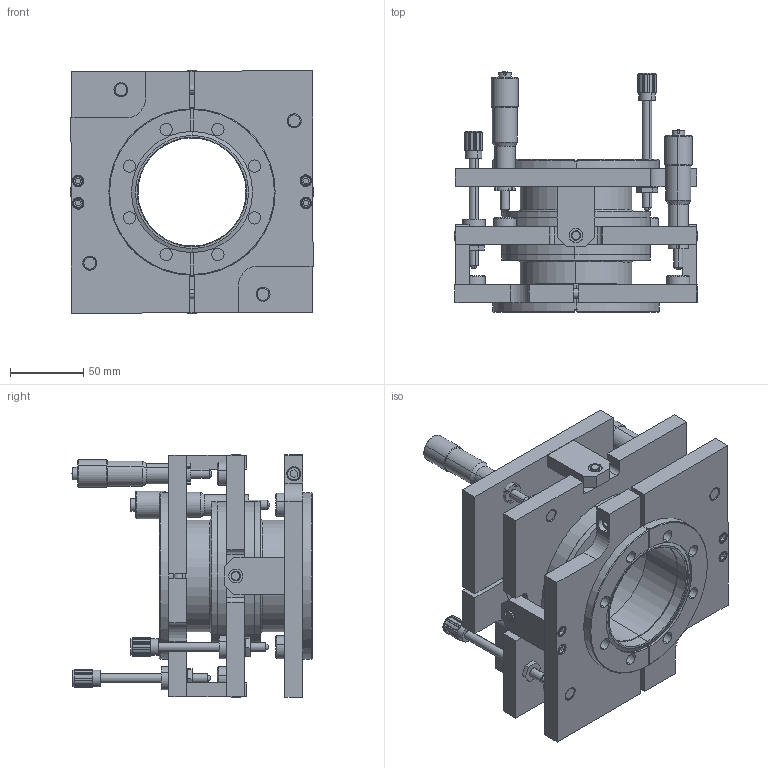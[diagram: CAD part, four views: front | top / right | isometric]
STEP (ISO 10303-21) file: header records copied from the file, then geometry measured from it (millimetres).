
FILE_DESCRIPTION (( 'STEP AP214' ), '1' );
FILE_NAME ('TILT450, 10010275.STEP', '2017-10-05T19:41:16', ( 'jvatsvog' ), ( 'Microsoft' ), 'SwSTEP 2.0', 'SolidWorks 2017', '' );
FILE_SCHEMA (( 'AUTOMOTIVE_DESIGN' ));
Length unit declared in the file: inch
Products named in the file (1): TILT450, 10010275
Bounding box: 166.37 x 163.83 x 166.37 mm (x, y, z)
Volume: 850231.1 mm3; surface area: 295545.6 mm2
Topology: 42 solids, 42 shells, 1029 faces, 2416 edges, 1540 vertices
Faces by surface type: cylinder 494, plane 395, cone 124, sphere 12, torus 4
Entity records: 43920 total; most frequent: DIRECTION 5606, CARTESIAN_POINT 5302, ORIENTED_EDGE 4768, EDGE_CURVE 2384, AXIS2_PLACEMENT_3D 2220, VERTEX_POINT 1536, EDGE_LOOP 1230, CIRCLE 1190
